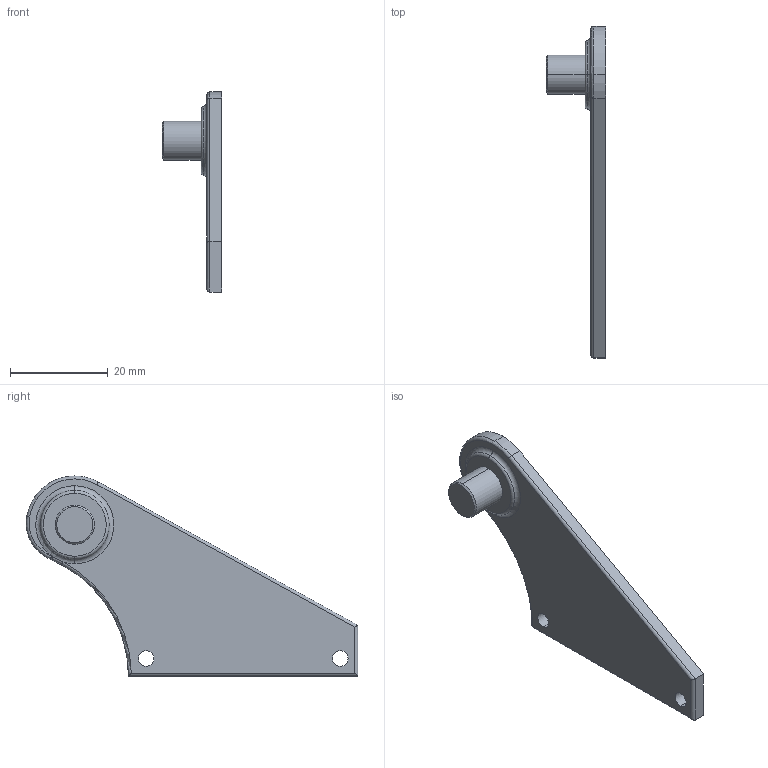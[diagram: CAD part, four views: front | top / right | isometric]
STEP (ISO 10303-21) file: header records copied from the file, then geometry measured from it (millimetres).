
FILE_DESCRIPTION (( 'STEP AP214' ), '1' );
FILE_NAME ('CFV5_Dumper_Manipulator_RHW.STEP', '2025-01-11T16:58:04', ( '' ), ( '' ), 'SwSTEP 2.0', 'SolidWorks 2025', '' );
FILE_SCHEMA (( 'AUTOMOTIVE_DESIGN' ));
Length unit declared in the file: millimetre
Products named in the file (1): CFV5_Dumper_Manipulator_RHW
Bounding box: 12.1 x 67.97 x 41 mm (x, y, z)
Volume: 5059.6 mm3; surface area: 3758.9 mm2
Topology: 1 solids, 1 shells, 31 faces, 72 edges, 44 vertices
Faces by surface type: cylinder 13, torus 8, plane 7, cone 2, bspline 1
Entity records: 947 total; most frequent: CARTESIAN_POINT 187, DIRECTION 172, ORIENTED_EDGE 144, AXIS2_PLACEMENT_3D 74, EDGE_CURVE 72, VERTEX_POINT 44, CIRCLE 43, EDGE_LOOP 36
